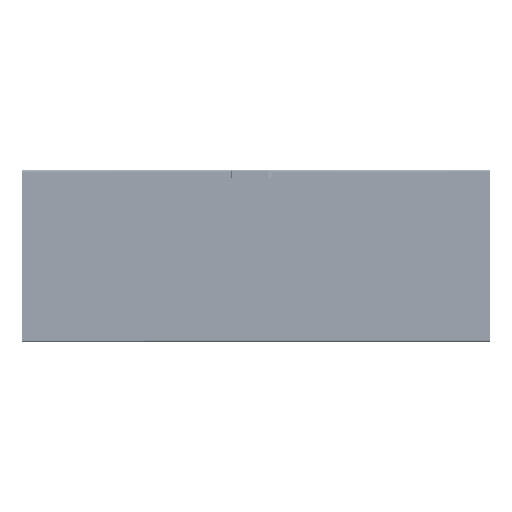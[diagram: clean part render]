
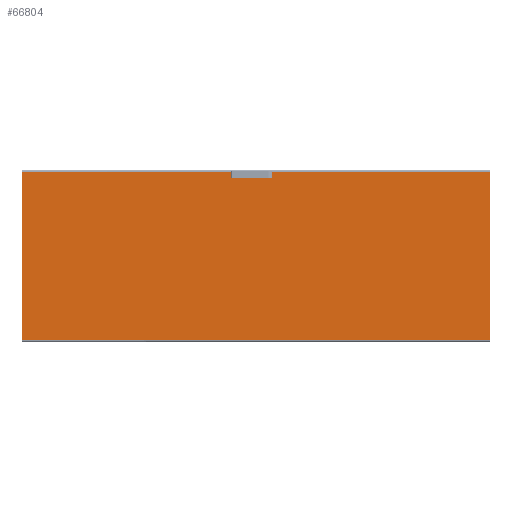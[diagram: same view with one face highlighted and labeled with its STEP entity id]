
A CAD part, top view. The second image highlights one B-rep face of the part: STEP entity #66804.
In plain terms, the highlighted planar face has unit normal (0, 0, 1).
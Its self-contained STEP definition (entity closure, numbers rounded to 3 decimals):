
#13039 = EDGE_LOOP ( 'NONE', ( #56788, #56785, #56782, #56778, #56774, #56772, #56770, #56767, #56763, #56760, #56757, #56754, #56751, #56747, #56743, #56741, #56738 ) ) ;
#25603 = VERTEX_POINT ( 'NONE', #37534 ) ;
#25638 = VERTEX_POINT ( 'NONE', #37569 ) ;
#25672 = VERTEX_POINT ( 'NONE', #37603 ) ;
#25737 = VERTEX_POINT ( 'NONE', #72728 ) ;
#25756 = VERTEX_POINT ( 'NONE', #72747 ) ;
#25767 = VERTEX_POINT ( 'NONE', #72758 ) ;
#25790 = VERTEX_POINT ( 'NONE', #72781 ) ;
#25797 = VERTEX_POINT ( 'NONE', #72788 ) ;
#25811 = VERTEX_POINT ( 'NONE', #72802 ) ;
#25814 = VERTEX_POINT ( 'NONE', #72805 ) ;
#25815 = VERTEX_POINT ( 'NONE', #72806 ) ;
#25846 = VERTEX_POINT ( 'NONE', #72837 ) ;
#25854 = VERTEX_POINT ( 'NONE', #72845 ) ;
#25873 = VERTEX_POINT ( 'NONE', #72864 ) ;
#25875 = VERTEX_POINT ( 'NONE', #72866 ) ;
#25899 = VERTEX_POINT ( 'NONE', #72890 ) ;
#25902 = VERTEX_POINT ( 'NONE', #72893 ) ;
#37534 = CARTESIAN_POINT ( 'NONE',  ( -37.662, 371., 2. ) ) ;
#37569 = CARTESIAN_POINT ( 'NONE',  ( -54.3, 380., 2. ) ) ;
#37603 = CARTESIAN_POINT ( 'NONE',  ( 14.338, 371., 2. ) ) ;
#48228 = CARTESIAN_POINT ( 'NONE',  ( 54.3, 375.5, 2. ) ) ;
#48264 = DIRECTION ( 'NONE',  ( 0., 0., 1. ) ) ;
#48266 = DIRECTION ( 'NONE',  ( -1., 0., 0. ) ) ;
#48625 = CARTESIAN_POINT ( 'NONE',  ( 1075.49, 387.5, 2. ) ) ;
#48648 = DIRECTION ( 'NONE',  ( -1., 0., 0. ) ) ;
#48661 = CARTESIAN_POINT ( 'NONE',  ( 1075.49, 387.5, 2. ) ) ;
#48667 = CARTESIAN_POINT ( 'NONE',  ( -26., 375.5, 2. ) ) ;
#48670 = CARTESIAN_POINT ( 'NONE',  ( 1075.49, -395., 2. ) ) ;
#48672 = DIRECTION ( 'NONE',  ( 0., 1., 0. ) ) ;
#48676 = CARTESIAN_POINT ( 'NONE',  ( -1075.49, 395., 2. ) ) ;
#48677 = DIRECTION ( 'NONE',  ( 0., -1., 0. ) ) ;
#48682 = DIRECTION ( 'NONE',  ( 0., 0., 1. ) ) ;
#48685 = DIRECTION ( 'NONE',  ( -1., 0., 0. ) ) ;
#48689 = DIRECTION ( 'NONE',  ( 1., 0., 0. ) ) ;
#48692 = DIRECTION ( 'NONE',  ( 0., 0., 1. ) ) ;
#48694 = CARTESIAN_POINT ( 'NONE',  ( 26., 375.5, 2. ) ) ;
#48697 = CARTESIAN_POINT ( 'NONE',  ( -1075.49, -387.5, 2. ) ) ;
#48699 = DIRECTION ( 'NONE',  ( 1., 0., 0. ) ) ;
#48702 = CARTESIAN_POINT ( 'NONE',  ( 54.3, 375.5, 2. ) ) ;
#48705 = DIRECTION ( 'NONE',  ( -1., 0., 0. ) ) ;
#48708 = DIRECTION ( 'NONE',  ( 0., 0., 1. ) ) ;
#48711 = CARTESIAN_POINT ( 'NONE',  ( 26., 375.5, 2. ) ) ;
#48713 = CARTESIAN_POINT ( 'NONE',  ( 37.662, 380., 2. ) ) ;
#48715 = DIRECTION ( 'NONE',  ( -1., 0., 0. ) ) ;
#48717 = DIRECTION ( 'NONE',  ( 0., 0., 1. ) ) ;
#48719 = CARTESIAN_POINT ( 'NONE',  ( -14.338, 371., 2. ) ) ;
#48722 = DIRECTION ( 'NONE',  ( -1., 0., 0. ) ) ;
#48727 = CARTESIAN_POINT ( 'NONE',  ( -26., 375.5, 2. ) ) ;
#48729 = DIRECTION ( 'NONE',  ( -1., 0., 0. ) ) ;
#48736 = CARTESIAN_POINT ( 'NONE',  ( -54.3, 375.5, 2. ) ) ;
#48738 = DIRECTION ( 'NONE',  ( 1., 0., 0. ) ) ;
#48740 = DIRECTION ( 'NONE',  ( 0., 0., 1. ) ) ;
#48742 = CARTESIAN_POINT ( 'NONE',  ( 37.662, 371., 2. ) ) ;
#48744 = DIRECTION ( 'NONE',  ( 1., 0., 0. ) ) ;
#48750 = DIRECTION ( 'NONE',  ( 1., 0., 0. ) ) ;
#48753 = DIRECTION ( 'NONE',  ( 0., 0., 1. ) ) ;
#48756 = CARTESIAN_POINT ( 'NONE',  ( -37.662, 371., 2. ) ) ;
#48759 = DIRECTION ( 'NONE',  ( 1., 0., 0. ) ) ;
#48764 = CARTESIAN_POINT ( 'NONE',  ( -37.662, 380., 2. ) ) ;
#48766 = DIRECTION ( 'NONE',  ( 1., 0., 0. ) ) ;
#48774 = DIRECTION ( 'NONE',  ( -1., 0., 0. ) ) ;
#56738 = ORIENTED_EDGE ( 'NONE', *, *, #87514, .F. ) ;
#56741 = ORIENTED_EDGE ( 'NONE', *, *, #87510, .F. ) ;
#56743 = ORIENTED_EDGE ( 'NONE', *, *, #87507, .F. ) ;
#56747 = ORIENTED_EDGE ( 'NONE', *, *, #87504, .F. ) ;
#56751 = ORIENTED_EDGE ( 'NONE', *, *, #87498, .F. ) ;
#56754 = ORIENTED_EDGE ( 'NONE', *, *, #87490, .F. ) ;
#56757 = ORIENTED_EDGE ( 'NONE', *, *, #87501, .F. ) ;
#56760 = ORIENTED_EDGE ( 'NONE', *, *, #87494, .F. ) ;
#56763 = ORIENTED_EDGE ( 'NONE', *, *, #87276, .F. ) ;
#56767 = ORIENTED_EDGE ( 'NONE', *, *, #87487, .F. ) ;
#56770 = ORIENTED_EDGE ( 'NONE', *, *, #87484, .F. ) ;
#56772 = ORIENTED_EDGE ( 'NONE', *, *, #87458, .T. ) ;
#56774 = ORIENTED_EDGE ( 'NONE', *, *, #87467, .T. ) ;
#56778 = ORIENTED_EDGE ( 'NONE', *, *, #87481, .T. ) ;
#56782 = ORIENTED_EDGE ( 'NONE', *, *, #87470, .T. ) ;
#56785 = ORIENTED_EDGE ( 'NONE', *, *, #87474, .T. ) ;
#56788 = ORIENTED_EDGE ( 'NONE', *, *, #87478, .F. ) ;
#61791 = CARTESIAN_POINT ( 'NONE',  ( -1075.5, -395., 2. ) ) ;
#61805 = PLANE ( 'NONE',  #81559 ) ;
#61816 = DIRECTION ( 'NONE',  ( 0., 0., 1. ) ) ;
#61817 = DIRECTION ( 'NONE',  ( 1., 0., 0. ) ) ;
#66804 = ADVANCED_FACE ( 'NONE', ( #74054 ), #61805, .T. ) ;
#72728 = CARTESIAN_POINT ( 'NONE',  ( 58.8, 375.5, 2. ) ) ;
#72747 = CARTESIAN_POINT ( 'NONE',  ( -54.3, 371., 2. ) ) ;
#72758 = CARTESIAN_POINT ( 'NONE',  ( 54.3, 380., 2. ) ) ;
#72781 = CARTESIAN_POINT ( 'NONE',  ( -37.662, 380., 2. ) ) ;
#72788 = CARTESIAN_POINT ( 'NONE',  ( 1075.49, -387.5, 2. ) ) ;
#72802 = CARTESIAN_POINT ( 'NONE',  ( 1075.49, 387.5, 2. ) ) ;
#72805 = CARTESIAN_POINT ( 'NONE',  ( -29.5, 387.5, 2. ) ) ;
#72806 = CARTESIAN_POINT ( 'NONE',  ( -1075.49, 387.5, 2. ) ) ;
#72837 = CARTESIAN_POINT ( 'NONE',  ( -1075.49, -387.5, 2. ) ) ;
#72845 = CARTESIAN_POINT ( 'NONE',  ( 29.5, 387.5, 2. ) ) ;
#72864 = CARTESIAN_POINT ( 'NONE',  ( 37.662, 371., 2. ) ) ;
#72866 = CARTESIAN_POINT ( 'NONE',  ( -14.338, 371., 2. ) ) ;
#72890 = CARTESIAN_POINT ( 'NONE',  ( 37.662, 380., 2. ) ) ;
#72893 = CARTESIAN_POINT ( 'NONE',  ( 54.3, 371., 2. ) ) ;
#74054 = FACE_OUTER_BOUND ( 'NONE', #13039, .T. ) ;
#81289 = AXIS2_PLACEMENT_3D ( 'NONE', #48228, #48264, #48266 ) ;
#81406 = AXIS2_PLACEMENT_3D ( 'NONE', #48702, #48717, #48729 ) ;
#81407 = AXIS2_PLACEMENT_3D ( 'NONE', #48667, #48682, #48689 ) ;
#81409 = AXIS2_PLACEMENT_3D ( 'NONE', #48711, #48708, #48722 ) ;
#81418 = AXIS2_PLACEMENT_3D ( 'NONE', #48694, #48692, #48705 ) ;
#81419 = AXIS2_PLACEMENT_3D ( 'NONE', #48727, #48740, #48750 ) ;
#81429 = AXIS2_PLACEMENT_3D ( 'NONE', #48736, #48753, #48766 ) ;
#81559 = AXIS2_PLACEMENT_3D ( 'NONE', #61791, #61816, #61817 ) ;
#86143 = CIRCLE ( 'NONE', #81289, 4.5 ) ;
#86227 = VECTOR ( 'NONE', #48648, 1000. ) ;
#86231 = LINE ( 'NONE', #48625, #86227 ) ;
#86233 = LINE ( 'NONE', #48676, #86235 ) ;
#86234 = LINE ( 'NONE', #48670, #86237 ) ;
#86235 = VECTOR ( 'NONE', #48677, 1000. ) ;
#86237 = VECTOR ( 'NONE', #48672, 1000. ) ;
#86239 = LINE ( 'NONE', #48661, #86240 ) ;
#86240 = VECTOR ( 'NONE', #48685, 1000. ) ;
#86241 = VECTOR ( 'NONE', #48738, 1000. ) ;
#86242 = LINE ( 'NONE', #48697, #86243 ) ;
#86243 = VECTOR ( 'NONE', #48699, 1000. ) ;
#86244 = CIRCLE ( 'NONE', #81407, 12.5 ) ;
#86245 = LINE ( 'NONE', #48713, #86246 ) ;
#86246 = VECTOR ( 'NONE', #48715, 1000. ) ;
#86247 = CIRCLE ( 'NONE', #81418, 12.5 ) ;
#86248 = LINE ( 'NONE', #48742, #86251 ) ;
#86249 = LINE ( 'NONE', #48719, #86241 ) ;
#86250 = CIRCLE ( 'NONE', #81409, 12.5 ) ;
#86251 = VECTOR ( 'NONE', #48744, 1000. ) ;
#86252 = CIRCLE ( 'NONE', #81406, 4.5 ) ;
#86253 = LINE ( 'NONE', #48756, #86254 ) ;
#86254 = VECTOR ( 'NONE', #48759, 1000. ) ;
#86255 = VECTOR ( 'NONE', #48774, 1000. ) ;
#86257 = CIRCLE ( 'NONE', #81419, 12.5 ) ;
#86259 = LINE ( 'NONE', #48764, #86255 ) ;
#86261 = CIRCLE ( 'NONE', #81429, 4.5 ) ;
#87276 = EDGE_CURVE ( 'NONE', #25737, #25767, #86143, .T. ) ;
#87458 = EDGE_CURVE ( 'NONE', #25811, #25854, #86231, .T. ) ;
#87467 = EDGE_CURVE ( 'NONE', #25797, #25811, #86234, .T. ) ;
#87470 = EDGE_CURVE ( 'NONE', #25815, #25846, #86233, .T. ) ;
#87474 = EDGE_CURVE ( 'NONE', #25814, #25815, #86239, .T. ) ;
#87478 = EDGE_CURVE ( 'NONE', #25814, #25790, #86244, .T. ) ;
#87481 = EDGE_CURVE ( 'NONE', #25846, #25797, #86242, .T. ) ;
#87484 = EDGE_CURVE ( 'NONE', #25899, #25854, #86247, .T. ) ;
#87487 = EDGE_CURVE ( 'NONE', #25767, #25899, #86245, .T. ) ;
#87490 = EDGE_CURVE ( 'NONE', #25672, #25873, #86250, .T. ) ;
#87494 = EDGE_CURVE ( 'NONE', #25902, #25737, #86252, .T. ) ;
#87498 = EDGE_CURVE ( 'NONE', #25875, #25672, #86249, .T. ) ;
#87501 = EDGE_CURVE ( 'NONE', #25873, #25902, #86248, .T. ) ;
#87504 = EDGE_CURVE ( 'NONE', #25603, #25875, #86257, .T. ) ;
#87507 = EDGE_CURVE ( 'NONE', #25756, #25603, #86253, .T. ) ;
#87510 = EDGE_CURVE ( 'NONE', #25638, #25756, #86261, .T. ) ;
#87514 = EDGE_CURVE ( 'NONE', #25790, #25638, #86259, .T. ) ;
